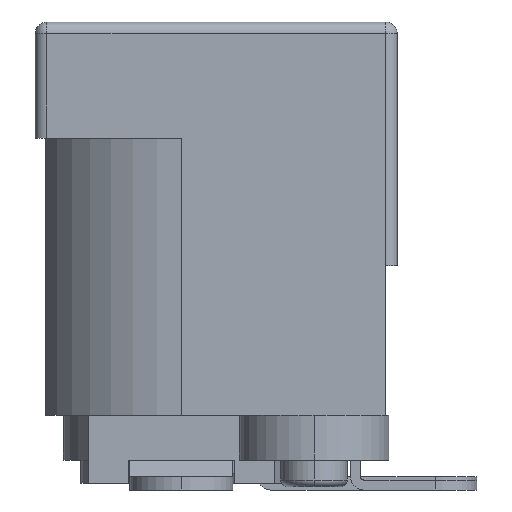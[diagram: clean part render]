
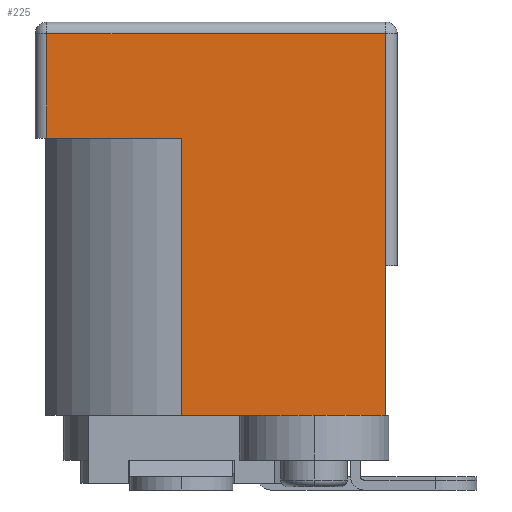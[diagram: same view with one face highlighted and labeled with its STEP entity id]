
A CAD part, left-side view. The second image highlights one B-rep face of the part: STEP entity #225.
In plain terms, the highlighted planar face has unit normal (-1, 0, 0).
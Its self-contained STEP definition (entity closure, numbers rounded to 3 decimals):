
#225=ADVANCED_FACE('NONE',(#545),#546,.T.);
#545=FACE_OUTER_BOUND('',#996,.T.);
#546=PLANE('',#997);
#996=EDGE_LOOP('',(#1479,#1480,#1481,#1482,#1483,#1484,#1485));
#997=AXIS2_PLACEMENT_3D('',#1486,#1487,#1488);
#1479=ORIENTED_EDGE('',*,*,#2642,.T.);
#1480=ORIENTED_EDGE('',*,*,#2598,.T.);
#1481=ORIENTED_EDGE('',*,*,#2643,.T.);
#1482=ORIENTED_EDGE('',*,*,#2644,.F.);
#1483=ORIENTED_EDGE('',*,*,#2645,.T.);
#1484=ORIENTED_EDGE('',*,*,#2646,.F.);
#1485=ORIENTED_EDGE('',*,*,#2647,.F.);
#1486=CARTESIAN_POINT('',(-4.5,4.05,-3.5));
#1487=DIRECTION('',(-1.0,0.,0.0));
#1488=DIRECTION('',(0.,1.0,0.0));
#2598=EDGE_CURVE('NONE',#3076,#3080,#3082,.T.);
#2642=EDGE_CURVE('NONE',#3157,#3076,#3158,.T.);
#2643=EDGE_CURVE('NONE',#3080,#3062,#3159,.T.);
#2644=EDGE_CURVE('NONE',#3160,#3062,#3161,.T.);
#2645=EDGE_CURVE('NONE',#3160,#3162,#3163,.T.);
#2646=EDGE_CURVE('NONE',#3164,#3162,#3165,.T.);
#2647=EDGE_CURVE('NONE',#3157,#3164,#3166,.T.);
#3062=VERTEX_POINT('NONE',#3750);
#3076=VERTEX_POINT('NONE',#3766);
#3080=VERTEX_POINT('NONE',#3771);
#3082=LINE('',#3773,#3774);
#3157=VERTEX_POINT('NONE',#3872);
#3158=LINE('',#3873,#3874);
#3159=LINE('',#3875,#3876);
#3160=VERTEX_POINT('NONE',#3877);
#3161=LINE('',#3878,#3879);
#3162=VERTEX_POINT('NONE',#3880);
#3163=LINE('',#3881,#3882);
#3164=VERTEX_POINT('NONE',#3883);
#3165=LINE('',#3884,#3885);
#3166=LINE('',#3886,#3887);
#3750=CARTESIAN_POINT('',(-4.5,4.05,-0.35));
#3766=CARTESIAN_POINT('',(-4.5,-6.15,-7.35));
#3771=CARTESIAN_POINT('',(-4.5,-6.15,-0.35));
#3773=CARTESIAN_POINT('',(-4.5,-6.15,-3.5));
#3774=VECTOR('',#4685,1000.0);
#3872=CARTESIAN_POINT('',(-4.5,-6.15,-11.85));
#3873=CARTESIAN_POINT('',(-4.5,-6.15,-3.5));
#3874=VECTOR('',#4739,1000.0);
#3875=CARTESIAN_POINT('',(-4.5,4.05,-0.35));
#3876=VECTOR('',#4740,1000.0);
#3877=CARTESIAN_POINT('',(-4.5,4.05,-3.5));
#3878=CARTESIAN_POINT('',(-4.5,4.05,-3.5));
#3879=VECTOR('',#4741,1000.0);
#3880=CARTESIAN_POINT('',(-4.5,0.0,-3.5));
#3881=CARTESIAN_POINT('',(-4.5,4.05,-3.5));
#3882=VECTOR('',#4742,1000.0);
#3883=CARTESIAN_POINT('',(-4.5,0.,-11.85));
#3884=CARTESIAN_POINT('',(-4.5,0.,-11.85));
#3885=VECTOR('',#4743,1000.0);
#3886=CARTESIAN_POINT('',(-4.5,-6.15,-11.85));
#3887=VECTOR('',#4744,1000.0);
#4685=DIRECTION('',(0.0,0.0,1.0));
#4739=DIRECTION('',(0.0,0.0,1.0));
#4740=DIRECTION('',(0.,1.0,-0.0));
#4741=DIRECTION('',(0.0,0.0,1.0));
#4742=DIRECTION('',(0.,-1.0,0.0));
#4743=DIRECTION('',(-0.0,-0.0,1.0));
#4744=DIRECTION('',(0.,1.0,0.0));
